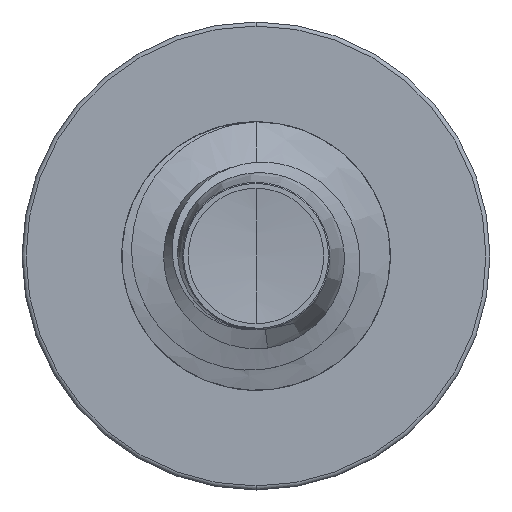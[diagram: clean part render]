
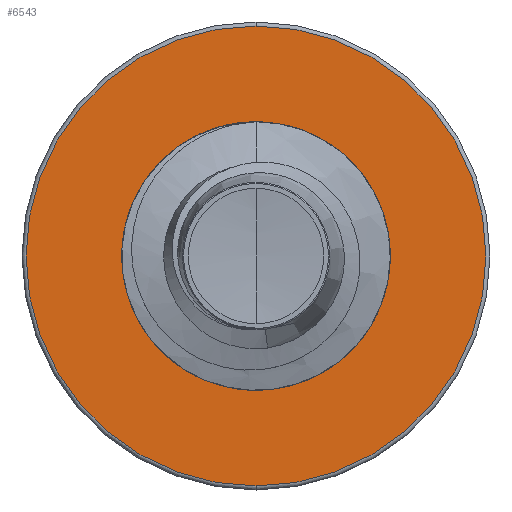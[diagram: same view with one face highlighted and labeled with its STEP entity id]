
A CAD part, front view. The second image highlights one B-rep face of the part: STEP entity #6543.
In plain terms, the highlighted planar face has unit normal (0, -1, 0).
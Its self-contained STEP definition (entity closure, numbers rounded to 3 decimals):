
#130 = VERTEX_POINT ( 'NONE', #9374 ) ;
#288 = AXIS2_PLACEMENT_3D ( 'NONE', #15949, #8239, #17170 ) ;
#1192 = ORIENTED_EDGE ( 'NONE', *, *, #15040, .T. ) ;
#2596 = CIRCLE ( 'NONE', #288, 1.722 ) ;
#2927 = CARTESIAN_POINT ( 'NONE',  ( 0., 10., 0. ) ) ;
#3279 = VERTEX_POINT ( 'NONE', #4292 ) ;
#4209 = EDGE_LOOP ( 'NONE', ( #5623, #13017 ) ) ;
#4292 = CARTESIAN_POINT ( 'NONE',  ( 0., 10., 1.722 ) ) ;
#4821 = DIRECTION ( 'NONE',  ( 0., 0., 1. ) ) ;
#5623 = ORIENTED_EDGE ( 'NONE', *, *, #14921, .F. ) ;
#5769 = FACE_BOUND ( 'NONE', #9131, .T. ) ;
#6530 = DIRECTION ( 'NONE',  ( 0., 0., 1. ) ) ;
#6535 = DIRECTION ( 'NONE',  ( 0., 1., 0. ) ) ;
#6543 = ADVANCED_FACE ( 'NONE', ( #9364, #5769 ), #6599, .F. ) ;
#6599 = PLANE ( 'NONE',  #17820 ) ;
#6790 = CARTESIAN_POINT ( 'NONE',  ( 0., 10., -1.722 ) ) ;
#6819 = CARTESIAN_POINT ( 'NONE',  ( 0., 10., 2.998 ) ) ;
#8016 = DIRECTION ( 'NONE',  ( 0., 1., 0. ) ) ;
#8239 = DIRECTION ( 'NONE',  ( 0., 1., 0. ) ) ;
#8942 = CARTESIAN_POINT ( 'NONE',  ( 0., 10., 0. ) ) ;
#9131 = EDGE_LOOP ( 'NONE', ( #16302, #1192 ) ) ;
#9364 = FACE_OUTER_BOUND ( 'NONE', #4209, .T. ) ;
#9374 = CARTESIAN_POINT ( 'NONE',  ( 0., 10., -2.997 ) ) ;
#10299 = DIRECTION ( 'NONE',  ( 0., 0., 1. ) ) ;
#10754 = VERTEX_POINT ( 'NONE', #6819 ) ;
#12167 = CIRCLE ( 'NONE', #14901, 2.998 ) ;
#12351 = CIRCLE ( 'NONE', #15431, 2.998 ) ;
#13017 = ORIENTED_EDGE ( 'NONE', *, *, #15456, .F. ) ;
#13214 = VERTEX_POINT ( 'NONE', #18344 ) ;
#13261 = DIRECTION ( 'NONE',  ( 0., 1., 0. ) ) ;
#14585 = AXIS2_PLACEMENT_3D ( 'NONE', #2927, #13261, #4821 ) ;
#14901 = AXIS2_PLACEMENT_3D ( 'NONE', #8942, #17695, #10299 ) ;
#14921 = EDGE_CURVE ( 'NONE', #10754, #130, #12167, .T. ) ;
#15040 = EDGE_CURVE ( 'NONE', #13214, #3279, #2596, .T. ) ;
#15205 = CIRCLE ( 'NONE', #14585, 1.722 ) ;
#15431 = AXIS2_PLACEMENT_3D ( 'NONE', #15760, #8016, #16998 ) ;
#15453 = EDGE_CURVE ( 'NONE', #3279, #13214, #15205, .T. ) ;
#15456 = EDGE_CURVE ( 'NONE', #130, #10754, #12351, .T. ) ;
#15760 = CARTESIAN_POINT ( 'NONE',  ( 0., 10., 0. ) ) ;
#15949 = CARTESIAN_POINT ( 'NONE',  ( 0., 10., 0. ) ) ;
#16302 = ORIENTED_EDGE ( 'NONE', *, *, #15453, .T. ) ;
#16998 = DIRECTION ( 'NONE',  ( 0., 0., 1. ) ) ;
#17170 = DIRECTION ( 'NONE',  ( 0., 0., 1. ) ) ;
#17695 = DIRECTION ( 'NONE',  ( 0., 1., 0. ) ) ;
#17820 = AXIS2_PLACEMENT_3D ( 'NONE', #6790, #6535, #6530 ) ;
#18344 = CARTESIAN_POINT ( 'NONE',  ( 0., 10., -1.722 ) ) ;
